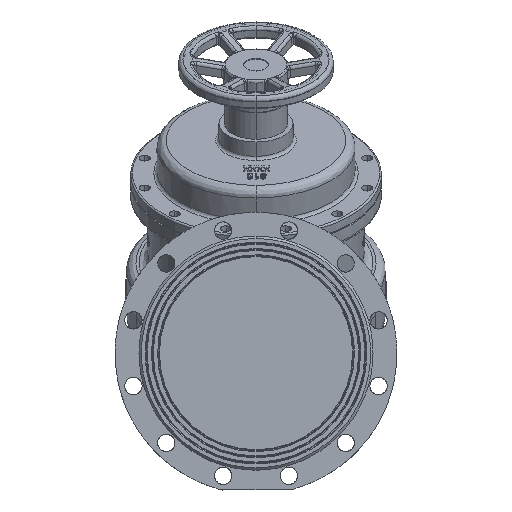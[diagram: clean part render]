
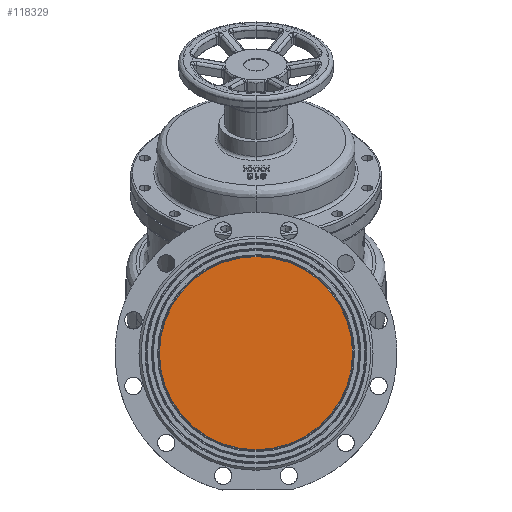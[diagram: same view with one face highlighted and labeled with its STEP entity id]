
A CAD part, left-side view. The second image highlights one B-rep face of the part: STEP entity #118329.
In plain terms, the highlighted planar face has unit normal (-1, 0, 0).
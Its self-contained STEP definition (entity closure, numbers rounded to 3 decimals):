
#17343=CARTESIAN_POINT('Axis2P3D Location',(-425.,0.,0.)) ;
#17347=CARTESIAN_POINT('Vertex',(-425.,0.,156.)) ;
#17349=CARTESIAN_POINT('Vertex',(-425.,0.,-156.)) ;
#55008=CARTESIAN_POINT('Axis2P3D Location',(-425.,0.,0.)) ;
#118313=CARTESIAN_POINT('Axis2P3D Location',(-425.,0.,0.)) ;
#17344=DIRECTION('Axis2P3D Direction',(1.,-0.,0.)) ;
#55009=DIRECTION('Axis2P3D Direction',(-1.,0.,0.)) ;
#55010=DIRECTION('Axis2P3D XDirection',(0.,0.,1.)) ;
#118314=DIRECTION('Axis2P3D Direction',(1.,-0.,0.)) ;
#17345=AXIS2_PLACEMENT_3D('Circle Axis2P3D',#17343,#17344,$) ;
#55011=AXIS2_PLACEMENT_3D('Plane Axis2P3D',#55008,#55009,#55010) ;
#118315=AXIS2_PLACEMENT_3D('Circle Axis2P3D',#118313,#118314,$) ;
#17346=CIRCLE('generated circle',#17345,156.) ;
#118316=CIRCLE('generated circle',#118315,156.) ;
#55012=PLANE('',#55011) ;
#17351=EDGE_CURVE('',#17348,#17350,#17346,.F.) ;
#118317=EDGE_CURVE('',#17350,#17348,#118316,.F.) ;
#118326=ORIENTED_EDGE('',*,*,#118317,.T.) ;
#118327=ORIENTED_EDGE('',*,*,#17351,.T.) ;
#118325=EDGE_LOOP('',(#118326,#118327)) ;
#17348=VERTEX_POINT('',#17347) ;
#17350=VERTEX_POINT('',#17349) ;
#118329=ADVANCED_FACE('NONE',(#118328),#55012,.T.) ;
#118328=FACE_OUTER_BOUND('',#118325,.T.) ;
